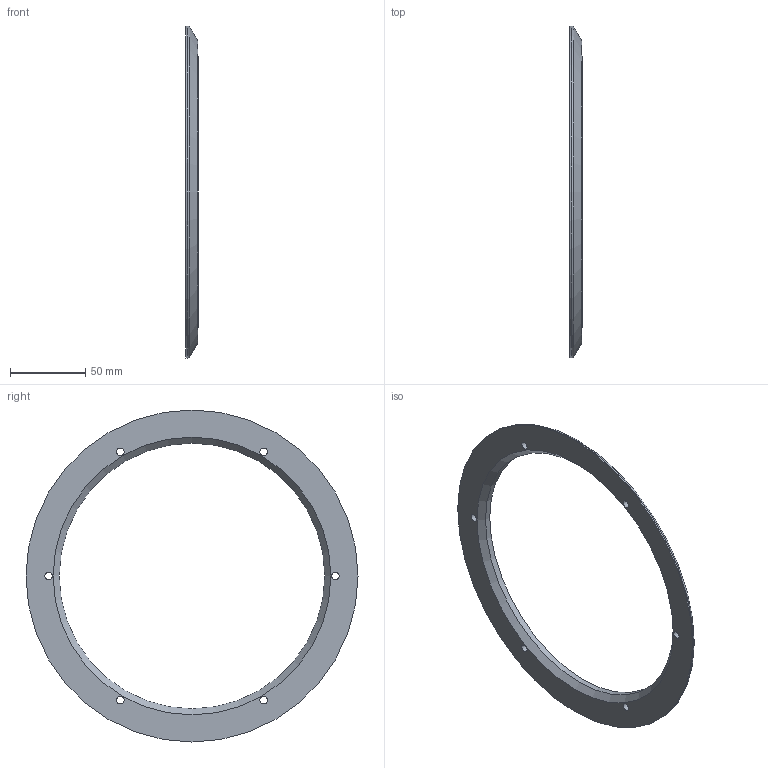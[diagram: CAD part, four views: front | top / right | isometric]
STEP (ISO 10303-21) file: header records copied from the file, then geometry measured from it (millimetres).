
FILE_DESCRIPTION(('STEP AP214'),'1');
FILE_NAME('BMR-003a JANTE INTER.step','2016-02-17T20:25:29',(' '),(' '),'Spatial InterOp 3D',' ',' ');
FILE_SCHEMA(('automotive_design'));
Length unit declared in the file: millimetre
Products named in the file (1): JANTE INTERIEUR
Bounding box: 8 x 220 x 220 mm (x, y, z)
Volume: 74115.7 mm3; surface area: 34750.8 mm2
Topology: 1 solids, 1 shells, 16 faces, 41 edges, 28 vertices
Faces by surface type: cylinder 10, plane 3, cone 2, torus 1
Full cylindrical faces by diameter (mm): 5 x6, 176 x1, 179.8 x1, 200.2 x1, 220 x1
Entity records: 557 total; most frequent: DIRECTION 78, CARTESIAN_POINT 61, EDGE_LOOP 44, ORIENTED_EDGE 44, AXIS2_PLACEMENT_3D 39, FACE_OUTER_BOUND 27, EDGE_CURVE 22, VERTEX_POINT 22
